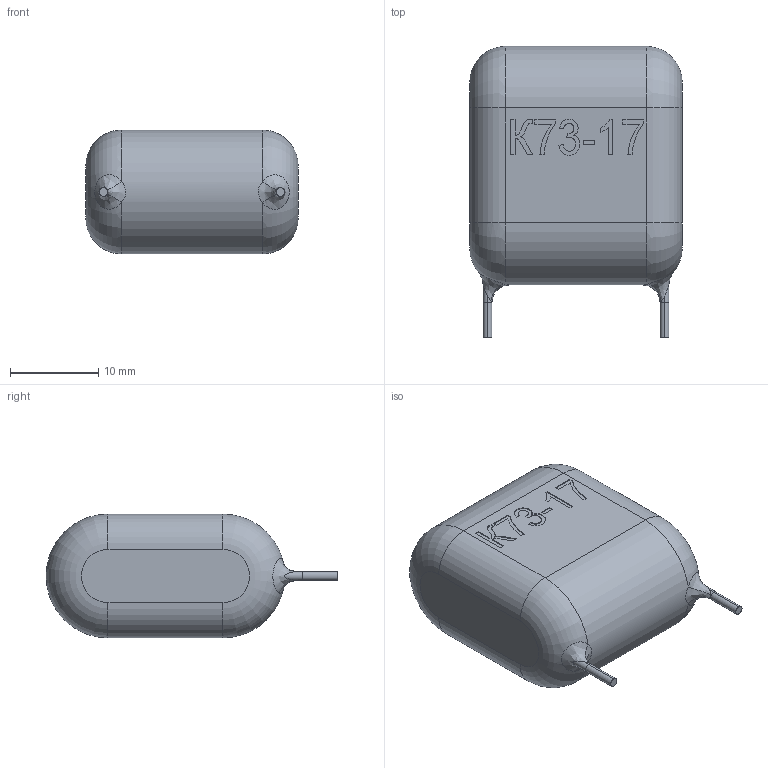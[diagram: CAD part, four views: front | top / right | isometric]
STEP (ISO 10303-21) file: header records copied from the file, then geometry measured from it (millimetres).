
FILE_DESCRIPTION (( 'STEP AP214' ), '1' );
FILE_NAME ('User Library-K73-17-1.STEP', '2021-09-19T08:21:12', ( '' ), ( '' ), 'SwSTEP 2.0', 'SolidWorks 2021', '' );
FILE_SCHEMA (( 'AUTOMOTIVE_DESIGN' ));
Length unit declared in the file: millimetre
Products named in the file (1): User Library-K73-17-1
Bounding box: 24 x 33 x 14 mm (x, y, z)
Volume: 7634.4 mm3; surface area: 2148.6 mm2
Topology: 3 solids, 3 shells, 103 faces, 259 edges, 168 vertices
Faces by surface type: plane 47, bspline 36, cylinder 16, torus 4
Entity records: 6110 total; most frequent: CARTESIAN_POINT 2797, ORIENTED_EDGE 518, DIRECTION 353, EDGE_CURVE 259, VERTEX_POINT 168, VECTOR 145, LINE 145, EDGE_LOOP 109
